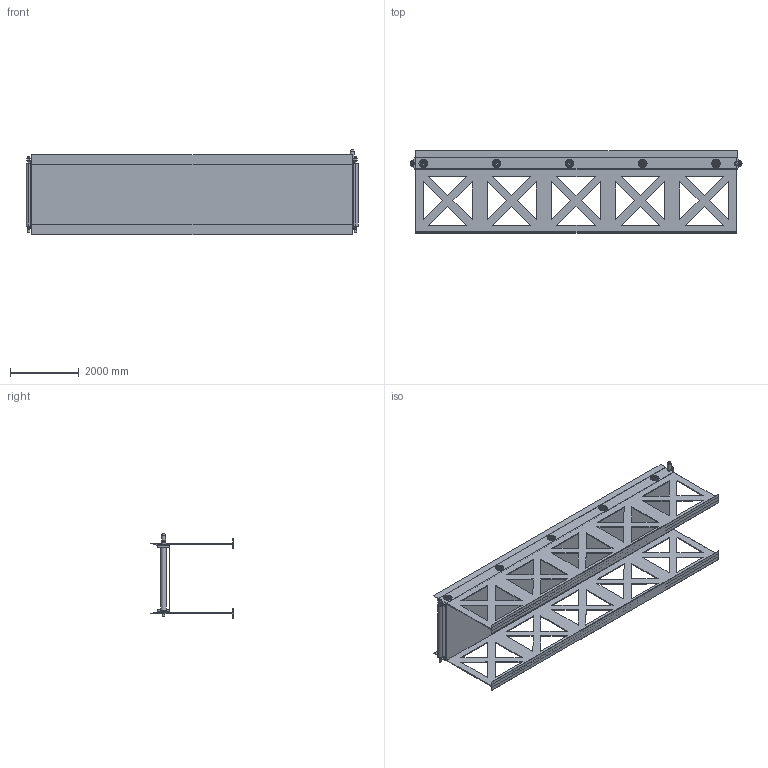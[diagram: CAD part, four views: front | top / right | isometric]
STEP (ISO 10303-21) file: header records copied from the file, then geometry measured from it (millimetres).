
FILE_DESCRIPTION(/* description */ (''),/* implementation_level */ '2;1');
FILE_NAME(/* name */ 'CONVEY.STEP',/* time_stamp */ '2022-01-30T11:42:07-05:00',/* author */ ('luis-'),/* organization */ (''),/* preprocessor_version */ 'ST-DEVELOPER v18.1',/* originating_system */ 'Autodesk Inventor 2022',/* authorisation */ '');
FILE_SCHEMA (('AUTOMOTIVE_DESIGN { 1 0 10303 214 3 1 1 }'));
Length unit declared in the file: millimetre
Products named in the file (6): CONVEY; Armature; Engine outshaft; Scroll engine; Scroll; Belt ^CONVEY
Assembly tree (6 placements, depth 2):
  CONVEY
    Armature
    Engine outshaft
    Scroll  x2
    Scroll engine
    Belt ^CONVEY
Bounding box: 9665.75 x 2396 x 2476.47 mm (x, y, z)
Volume: 1768003764.8 mm3; surface area: 191031802.7 mm2
Topology: 8 solids, 8 shells, 783 faces, 2222 edges, 1465 vertices
Faces by surface type: plane 542, bspline 150, cylinder 83, torus 7, cone 1
Full cylindrical faces by diameter (mm): 50 x10, 70 x4, 120 x1, 130 x2
Entity records: 27978 total; most frequent: CARTESIAN_POINT 9723, ORIENTED_EDGE 4036, DIRECTION 2954, EDGE_CURVE 2018, LINE 1534, VECTOR 1534, VERTEX_POINT 1329, EDGE_LOOP 985
